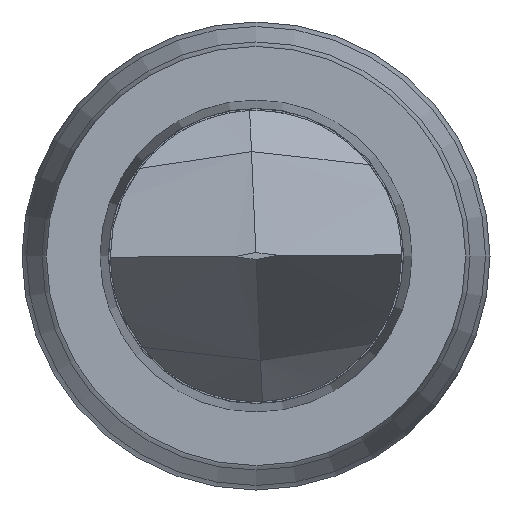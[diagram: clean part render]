
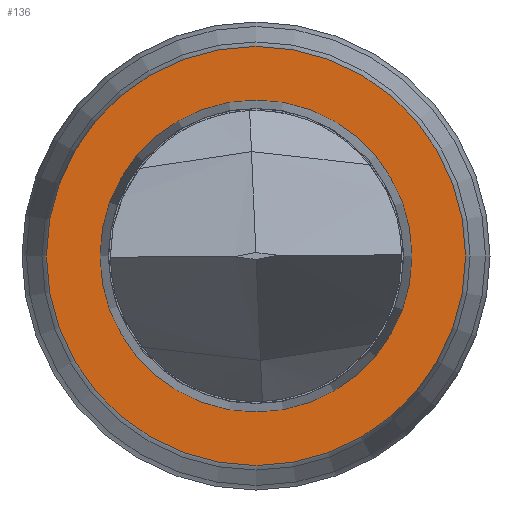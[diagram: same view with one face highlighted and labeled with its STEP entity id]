
A CAD part, left-side view. The second image highlights one B-rep face of the part: STEP entity #136.
In plain terms, the highlighted planar face has unit normal (-1, 0, 0).
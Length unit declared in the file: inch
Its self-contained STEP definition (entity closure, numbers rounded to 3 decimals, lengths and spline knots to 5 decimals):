
#128 = DIRECTION ( 'NONE',  ( -1., 0., 0. ) ) ;
#136 = ADVANCED_FACE ( 'NONE', ( #1775, #862 ), #1938, .T. ) ;
#495 = CIRCLE ( 'NONE', #645, 0.018 ) ;
#546 = AXIS2_PLACEMENT_3D ( 'NONE', #1937, #128, #796 ) ;
#645 = AXIS2_PLACEMENT_3D ( 'NONE', #813, #1943, #1924 ) ;
#790 = DIRECTION ( 'NONE',  ( -1., 0., 0. ) ) ;
#796 = DIRECTION ( 'NONE',  ( 0., -1., 0. ) ) ;
#797 = CARTESIAN_POINT ( 'NONE',  ( 0., -0.018, 0. ) ) ;
#813 = CARTESIAN_POINT ( 'NONE',  ( 0., 0., 0. ) ) ;
#862 = FACE_OUTER_BOUND ( 'NONE', #1141, .T. ) ;
#1112 = AXIS2_PLACEMENT_3D ( 'NONE', #797, #790, #1285 ) ;
#1141 = EDGE_LOOP ( 'NONE', ( #1576 ) ) ;
#1214 = EDGE_CURVE ( 'NONE', #1397, #1397, #2025, .T. ) ;
#1285 = DIRECTION ( 'NONE',  ( 0., 0., -1. ) ) ;
#1397 = VERTEX_POINT ( 'NONE', #2050 ) ;
#1501 = EDGE_LOOP ( 'NONE', ( #2059 ) ) ;
#1576 = ORIENTED_EDGE ( 'NONE', *, *, #1960, .T. ) ;
#1660 = VERTEX_POINT ( 'NONE', #1860 ) ;
#1775 = FACE_BOUND ( 'NONE', #1501, .T. ) ;
#1860 = CARTESIAN_POINT ( 'NONE',  ( 0., 0., -0.018 ) ) ;
#1924 = DIRECTION ( 'NONE',  ( 0., 0., -1. ) ) ;
#1937 = CARTESIAN_POINT ( 'NONE',  ( 0., 0., 0. ) ) ;
#1938 = PLANE ( 'NONE',  #1112 ) ;
#1943 = DIRECTION ( 'NONE',  ( -1., 0., 0. ) ) ;
#1960 = EDGE_CURVE ( 'NONE', #1660, #1660, #495, .T. ) ;
#2025 = CIRCLE ( 'NONE', #546, 0.01339 ) ;
#2050 = CARTESIAN_POINT ( 'NONE',  ( 0., -0.01339, 0. ) ) ;
#2059 = ORIENTED_EDGE ( 'NONE', *, *, #1214, .F. ) ;
